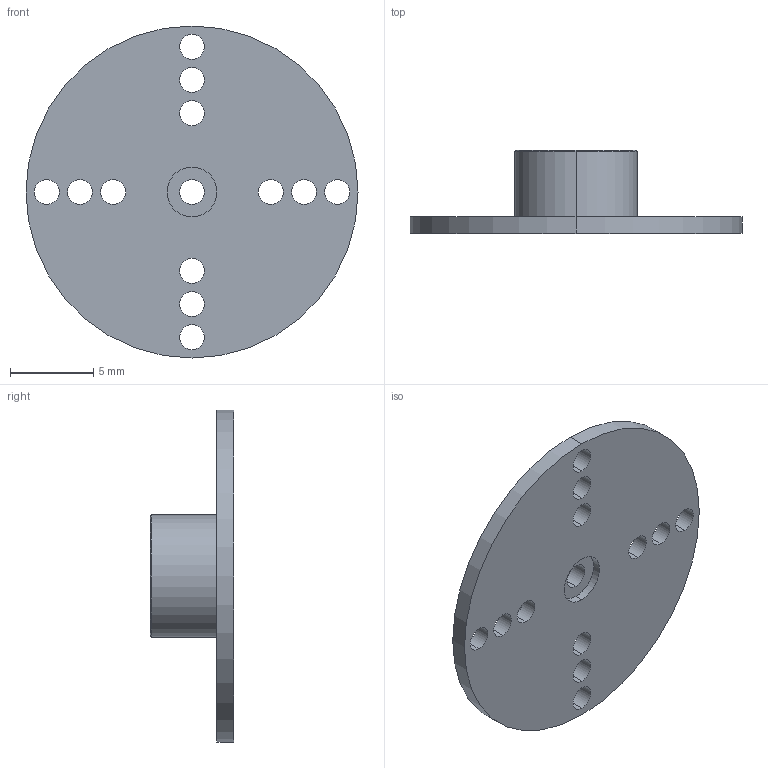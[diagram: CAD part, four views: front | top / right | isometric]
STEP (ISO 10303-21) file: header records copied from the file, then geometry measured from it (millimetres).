
FILE_DESCRIPTION (( 'STEP AP203' ), '1' );
FILE_NAME ('Part7_Default_sldprt.STEP', '2018-07-13T16:59:36', ( '' ), ( '' ), 'SwSTEP 2.0', 'SolidWorks 2014', '' );
FILE_SCHEMA (( 'CONFIG_CONTROL_DESIGN' ));
Length unit declared in the file: millimetre
Products named in the file (1): Part7_Default_sldprt
Bounding box: 20 x 5 x 20 mm (x, y, z)
Volume: 418.1 mm3; surface area: 851.4 mm2
Topology: 1 solids, 1 shells, 263 faces, 660 edges, 402 vertices
Faces by surface type: plane 229, cylinder 32, cone 2
Entity records: 7737 total; most frequent: CARTESIAN_POINT 1326, ORIENTED_EDGE 1320, DIRECTION 1254, EDGE_CURVE 660, LINE 594, VECTOR 594, VERTEX_POINT 402, AXIS2_PLACEMENT_3D 330
